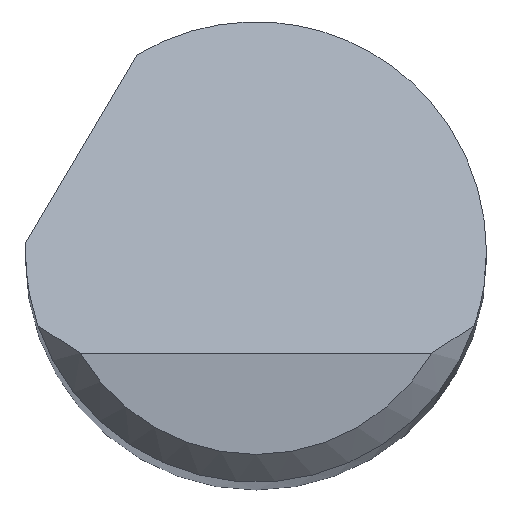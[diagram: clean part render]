
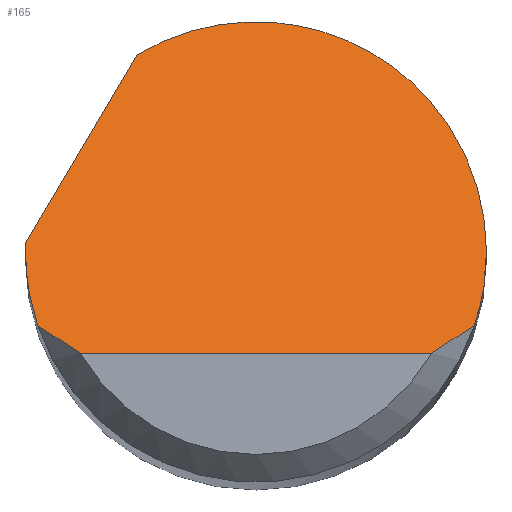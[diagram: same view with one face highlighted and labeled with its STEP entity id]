
A CAD part, top view. The second image highlights one B-rep face of the part: STEP entity #165.
In plain terms, the highlighted planar face has unit normal (0, 0.707, 0.707).
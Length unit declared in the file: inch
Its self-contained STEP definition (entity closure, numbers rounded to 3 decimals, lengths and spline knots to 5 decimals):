
#1 = B_SPLINE_CURVE_WITH_KNOTS ( 'NONE', 3,
 ( #183, #252, #256, #361 ),
 .UNSPECIFIED., .F., .F.,
 ( 4, 4 ),
 ( 0., 0.0008 ),
 .UNSPECIFIED. ) ;
#5 = CARTESIAN_POINT ( 'NONE',  ( -0.11843, -0.04, 2.485 ) ) ;
#10 = CARTESIAN_POINT ( 'NONE',  ( 0.125, -0.01363, 2.45863 ) ) ;
#13 =( BOUNDED_CURVE ( )  B_SPLINE_CURVE ( 3, ( #119, #10, #339, #264 ),
 .UNSPECIFIED., .F., .T. ) 
 B_SPLINE_CURVE_WITH_KNOTS ( ( 4, 4 ),
 ( 1.5708, 1.89653 ),
 .UNSPECIFIED. ) 
 CURVE ( )  GEOMETRIC_REPRESENTATION_ITEM ( )  RATIONAL_B_SPLINE_CURVE ( ( 1., 0.991, 0.991, 1. ) ) 
 REPRESENTATION_ITEM ( '' )  );
#17 = VERTEX_POINT ( 'NONE', #217 ) ;
#21 = VERTEX_POINT ( 'NONE', #5 ) ;
#23 = EDGE_CURVE ( 'NONE', #320, #454, #13, .T. ) ;
#40 = EDGE_CURVE ( 'NONE', #42, #424, #296, .T. ) ;
#42 = VERTEX_POINT ( 'NONE', #75 ) ;
#48 = AXIS2_PLACEMENT_3D ( 'NONE', #123, #206, #200 ) ;
#55 = CARTESIAN_POINT ( 'NONE',  ( 0.10339, -0.05031, 2.49531 ) ) ;
#61 = VERTEX_POINT ( 'NONE', #116 ) ;
#66 = ORIENTED_EDGE ( 'NONE', *, *, #115, .F. ) ;
#68 = ORIENTED_EDGE ( 'NONE', *, *, #110, .T. ) ;
#72 = CARTESIAN_POINT ( 'NONE',  ( 0.125, 0., 2.445 ) ) ;
#74 = CARTESIAN_POINT ( 'NONE',  ( -0.09526, -0.055, 2.5 ) ) ;
#75 = CARTESIAN_POINT ( 'NONE',  ( -0.1249, 0.005, 2.44 ) ) ;
#81 = CARTESIAN_POINT ( 'NONE',  ( -0.15516, -0.04606, 2.49106 ) ) ;
#85 = CARTESIAN_POINT ( 'NONE',  ( -0.125, 0., 2.445 ) ) ;
#87 = B_SPLINE_CURVE_WITH_KNOTS ( 'NONE', 3,
 ( #351, #55, #161, #348 ),
 .UNSPECIFIED., .F., .F.,
 ( 4, 4 ),
 ( 0., 0.0008 ),
 .UNSPECIFIED. ) ;
#104 = CARTESIAN_POINT ( 'NONE',  ( 0.125, 0., 2.445 ) ) ;
#105 = VECTOR ( 'NONE', #420, 39.37008 ) ;
#110 = EDGE_CURVE ( 'NONE', #17, #454, #87, .T. ) ;
#115 = EDGE_CURVE ( 'NONE', #61, #42, #145, .T. ) ;
#116 = CARTESIAN_POINT ( 'NONE',  ( -0.125, 0., 2.445 ) ) ;
#119 = CARTESIAN_POINT ( 'NONE',  ( 0.125, 0., 2.445 ) ) ;
#123 = CARTESIAN_POINT ( 'NONE',  ( -0.125, -0.055, 2.5 ) ) ;
#140 = ORIENTED_EDGE ( 'NONE', *, *, #305, .F. ) ;
#145 =( BOUNDED_CURVE ( )  B_SPLINE_CURVE ( 3, ( #85, #318, #414, #304 ),
 .UNSPECIFIED., .F., .T. ) 
 B_SPLINE_CURVE_WITH_KNOTS ( ( 4, 4 ),
 ( 4.71239, 4.7524 ),
 .UNSPECIFIED. ) 
 CURVE ( )  GEOMETRIC_REPRESENTATION_ITEM ( )  RATIONAL_B_SPLINE_CURVE ( ( 1., 1., 1., 1. ) ) 
 REPRESENTATION_ITEM ( '' )  );
#159 =( BOUNDED_CURVE ( )  B_SPLINE_CURVE ( 3, ( #218, #281, #329, #104 ),
 .UNSPECIFIED., .F., .T. ) 
 B_SPLINE_CURVE_WITH_KNOTS ( ( 4, 4 ),
 ( 5.74227, 7.85398 ),
 .UNSPECIFIED. ) 
 CURVE ( )  GEOMETRIC_REPRESENTATION_ITEM ( )  RATIONAL_B_SPLINE_CURVE ( ( 1., 0.662, 0.662, 1. ) ) 
 REPRESENTATION_ITEM ( '' )  );
#161 = CARTESIAN_POINT ( 'NONE',  ( 0.11107, -0.04528, 2.49028 ) ) ;
#165 = ADVANCED_FACE ( 'NONE', ( #392 ), #166, .F. ) ;
#166 = PLANE ( 'NONE',  #48 ) ;
#169 = VECTOR ( 'NONE', #375, 39.37008 ) ;
#178 = CARTESIAN_POINT ( 'NONE',  ( -0.125, 0., 2.445 ) ) ;
#183 = CARTESIAN_POINT ( 'NONE',  ( -0.11843, -0.04, 2.485 ) ) ;
#192 = ORIENTED_EDGE ( 'NONE', *, *, #283, .T. ) ;
#196 = ORIENTED_EDGE ( 'NONE', *, *, #40, .F. ) ;
#200 = DIRECTION ( 'NONE',  ( 0., 0.707, -0.707 ) ) ;
#206 = DIRECTION ( 'NONE',  ( 0., -0.707, -0.707 ) ) ;
#207 = EDGE_LOOP ( 'NONE', ( #302, #68, #251, #140, #196, #66, #285, #192 ) ) ;
#217 = CARTESIAN_POINT ( 'NONE',  ( 0.09526, -0.055, 2.5 ) ) ;
#218 = CARTESIAN_POINT ( 'NONE',  ( -0.06437, 0.10715, 2.33785 ) ) ;
#251 = ORIENTED_EDGE ( 'NONE', *, *, #23, .F. ) ;
#252 = CARTESIAN_POINT ( 'NONE',  ( -0.11107, -0.04528, 2.49028 ) ) ;
#256 = CARTESIAN_POINT ( 'NONE',  ( -0.10339, -0.05031, 2.49531 ) ) ;
#260 =( BOUNDED_CURVE ( )  B_SPLINE_CURVE ( 3, ( #470, #433, #395, #178 ),
 .UNSPECIFIED., .F., .T. ) 
 B_SPLINE_CURVE_WITH_KNOTS ( ( 4, 4 ),
 ( 4.38666, 4.71239 ),
 .UNSPECIFIED. ) 
 CURVE ( )  GEOMETRIC_REPRESENTATION_ITEM ( )  RATIONAL_B_SPLINE_CURVE ( ( 1., 0.991, 0.991, 1. ) ) 
 REPRESENTATION_ITEM ( '' )  );
#264 = CARTESIAN_POINT ( 'NONE',  ( 0.11843, -0.04, 2.485 ) ) ;
#275 = CARTESIAN_POINT ( 'NONE',  ( 0., -0.055, 2.5 ) ) ;
#281 = CARTESIAN_POINT ( 'NONE',  ( 0.0296, 0.1636, 2.2814 ) ) ;
#283 = EDGE_CURVE ( 'NONE', #21, #417, #1, .T. ) ;
#285 = ORIENTED_EDGE ( 'NONE', *, *, #328, .F. ) ;
#296 = LINE ( 'NONE', #81, #169 ) ;
#302 = ORIENTED_EDGE ( 'NONE', *, *, #476, .T. ) ;
#304 = CARTESIAN_POINT ( 'NONE',  ( -0.1249, 0.005, 2.44 ) ) ;
#305 = EDGE_CURVE ( 'NONE', #424, #320, #159, .T. ) ;
#318 = CARTESIAN_POINT ( 'NONE',  ( -0.125, 0.00167, 2.44333 ) ) ;
#320 = VERTEX_POINT ( 'NONE', #72 ) ;
#328 = EDGE_CURVE ( 'NONE', #21, #61, #260, .T. ) ;
#329 = CARTESIAN_POINT ( 'NONE',  ( 0.125, 0.10961, 2.33539 ) ) ;
#339 = CARTESIAN_POINT ( 'NONE',  ( 0.12279, -0.02708, 2.47208 ) ) ;
#346 = CARTESIAN_POINT ( 'NONE',  ( 0.11843, -0.04, 2.485 ) ) ;
#348 = CARTESIAN_POINT ( 'NONE',  ( 0.11843, -0.04, 2.485 ) ) ;
#351 = CARTESIAN_POINT ( 'NONE',  ( 0.09526, -0.055, 2.5 ) ) ;
#361 = CARTESIAN_POINT ( 'NONE',  ( -0.09526, -0.055, 2.5 ) ) ;
#375 = DIRECTION ( 'NONE',  ( 0.386, 0.652, -0.652 ) ) ;
#387 = CARTESIAN_POINT ( 'NONE',  ( -0.06437, 0.10715, 2.33785 ) ) ;
#392 = FACE_OUTER_BOUND ( 'NONE', #207, .T. ) ;
#395 = CARTESIAN_POINT ( 'NONE',  ( -0.125, -0.01363, 2.45863 ) ) ;
#414 = CARTESIAN_POINT ( 'NONE',  ( -0.12497, 0.00333, 2.44167 ) ) ;
#417 = VERTEX_POINT ( 'NONE', #74 ) ;
#420 = DIRECTION ( 'NONE',  ( 1., 0., 0. ) ) ;
#424 = VERTEX_POINT ( 'NONE', #387 ) ;
#431 = LINE ( 'NONE', #275, #105 ) ;
#433 = CARTESIAN_POINT ( 'NONE',  ( -0.12279, -0.02708, 2.47208 ) ) ;
#454 = VERTEX_POINT ( 'NONE', #346 ) ;
#470 = CARTESIAN_POINT ( 'NONE',  ( -0.11843, -0.04, 2.485 ) ) ;
#476 = EDGE_CURVE ( 'NONE', #417, #17, #431, .T. ) ;
